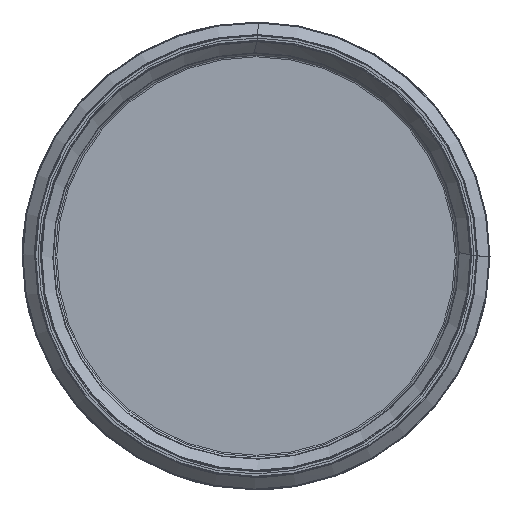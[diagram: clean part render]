
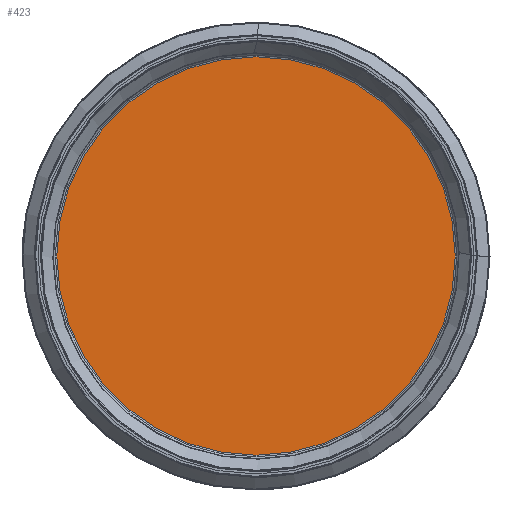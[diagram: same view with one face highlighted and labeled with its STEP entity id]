
A CAD part, left-side view. The second image highlights one B-rep face of the part: STEP entity #423.
In plain terms, the highlighted planar face has unit normal (-1, 0, 0).
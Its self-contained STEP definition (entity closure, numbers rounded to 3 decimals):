
#54=PLANE('',#2219);
#423=ADVANCED_FACE('',(#665),#54,.F.);
#665=FACE_OUTER_BOUND('',#821,.T.);
#821=EDGE_LOOP('',(#1515));
#982=CIRCLE('',#2185,90.16);
#1515=ORIENTED_EDGE('',*,*,#1894,.T.);
#1636=VERTEX_POINT('',#5304);
#1894=EDGE_CURVE('',#1636,#1636,#982,.T.);
#2185=AXIS2_PLACEMENT_3D('',#5303,#2646,#2647);
#2219=AXIS2_PLACEMENT_3D('',#5389,#2716,#2717);
#2646=DIRECTION('',(-1.,0.,0.));
#2647=DIRECTION('',(0.,0.,1.));
#2716=DIRECTION('',(1.,0.,0.));
#2717=DIRECTION('',(0.,0.,-1.));
#5303=CARTESIAN_POINT('',(8.,0.,0.));
#5304=CARTESIAN_POINT('',(8.,0.,90.16));
#5389=CARTESIAN_POINT('',(8.,72.5,0.));
